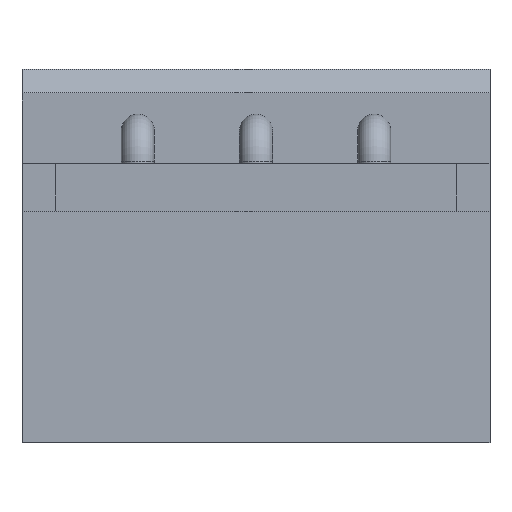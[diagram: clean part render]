
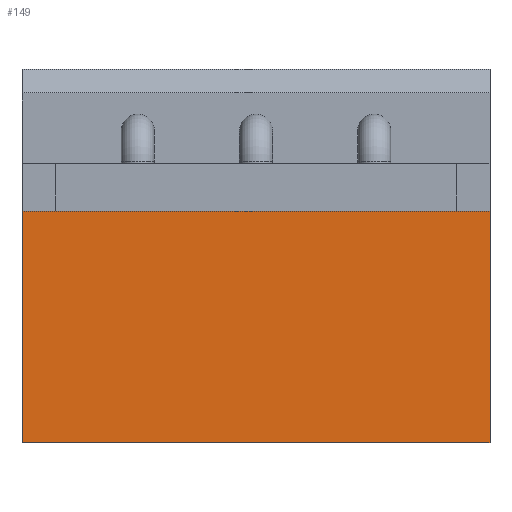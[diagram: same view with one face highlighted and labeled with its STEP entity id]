
A CAD part, front view. The second image highlights one B-rep face of the part: STEP entity #149.
In plain terms, the highlighted planar face has unit normal (0, -1, 0).
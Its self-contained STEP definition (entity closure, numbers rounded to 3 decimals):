
#149=ADVANCED_FACE('',(#273),#222,.T.);
#222=PLANE('',#1315);
#273=FACE_OUTER_BOUND('',#340,.T.);
#340=EDGE_LOOP('',(#562,#563,#564,#565));
#562=ORIENTED_EDGE('',*,*,#972,.F.);
#563=ORIENTED_EDGE('',*,*,#946,.T.);
#564=ORIENTED_EDGE('',*,*,#956,.T.);
#565=ORIENTED_EDGE('',*,*,#921,.T.);
#799=VERTEX_POINT('',#1852);
#800=VERTEX_POINT('',#1854);
#819=VERTEX_POINT('',#1901);
#820=VERTEX_POINT('',#1903);
#921=EDGE_CURVE('',#800,#799,#1071,.T.);
#946=EDGE_CURVE('',#820,#819,#1096,.T.);
#956=EDGE_CURVE('',#819,#800,#1106,.T.);
#972=EDGE_CURVE('',#820,#799,#1122,.T.);
#1071=LINE('',#1853,#1206);
#1096=LINE('',#1902,#1231);
#1106=LINE('',#1920,#1241);
#1122=LINE('',#1948,#1257);
#1206=VECTOR('',#1479,1.);
#1231=VECTOR('',#1512,1.);
#1241=VECTOR('',#1526,1.);
#1257=VECTOR('',#1552,1.);
#1315=AXIS2_PLACEMENT_3D('',#1949,#1553,#1554);
#1479=DIRECTION('',(0.,0.,1.));
#1512=DIRECTION('',(0.,0.,-1.));
#1526=DIRECTION('',(1.,0.,0.));
#1552=DIRECTION('',(1.,0.,0.));
#1553=DIRECTION('',(0.,-1.,0.));
#1554=DIRECTION('',(0.,0.,-1.));
#1852=CARTESIAN_POINT('',(7.45,-3.1,8.1));
#1853=CARTESIAN_POINT('',(7.45,-3.1,3.2));
#1854=CARTESIAN_POINT('',(7.45,-3.1,3.2));
#1901=CARTESIAN_POINT('',(-2.45,-3.1,3.2));
#1902=CARTESIAN_POINT('',(-2.45,-3.1,11.1));
#1903=CARTESIAN_POINT('',(-2.45,-3.1,8.1));
#1920=CARTESIAN_POINT('',(-2.45,-3.1,3.2));
#1948=CARTESIAN_POINT('',(-90.56,-3.1,8.1));
#1949=CARTESIAN_POINT('',(0.,-3.1,0.));
